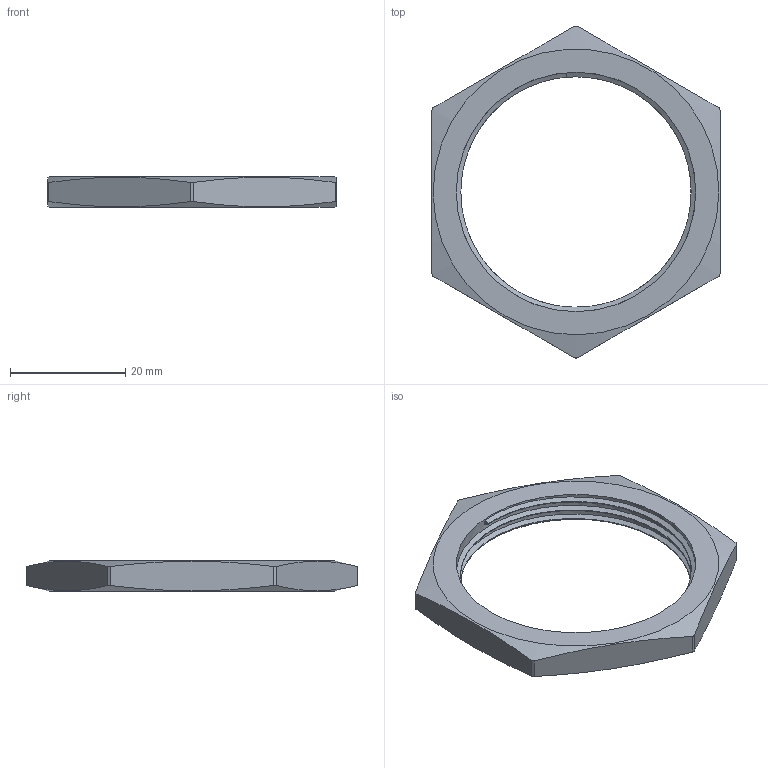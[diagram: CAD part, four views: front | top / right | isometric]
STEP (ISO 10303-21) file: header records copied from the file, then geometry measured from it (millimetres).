
FILE_DESCRIPTION(/* description */ ('Sechskantmutter Metall NPT 1 1/4"'),/* implementation_level */ '2;1');
FILE_NAME(/* name */ '00280154-RST.stp',/* time_stamp */ '2021-07-22T14:03:32+02:00',/* author */ ('sl'),/* organization */ (''),/* preprocessor_version */ 'ST-DEVELOPER v16.5',/* originating_system */ 'Autodesk Inventor 2017',/* authorisation */ '');
FILE_SCHEMA (('AUTOMOTIVE_DESIGN { 1 0 10303 214 3 1 1 }'));
Length unit declared in the file: millimetre
Products named in the file (1): 00280154
Bounding box: 50 x 57.5 x 5.25 mm (x, y, z)
Volume: 4265.1 mm3; surface area: 3402.3 mm2
Topology: 1 solids, 1 shells, 23 faces, 63 edges, 42 vertices
Faces by surface type: cylinder 10, plane 9, bspline 2, cone 2
Full cylindrical faces by diameter (mm): 41.482 x2
Entity records: 1156 total; most frequent: CARTESIAN_POINT 658, ORIENTED_EDGE 102, DIRECTION 90, EDGE_CURVE 51, AXIS2_PLACEMENT_3D 37, VERTEX_POINT 35, EDGE_LOOP 26, FACE_OUTER_BOUND 21
